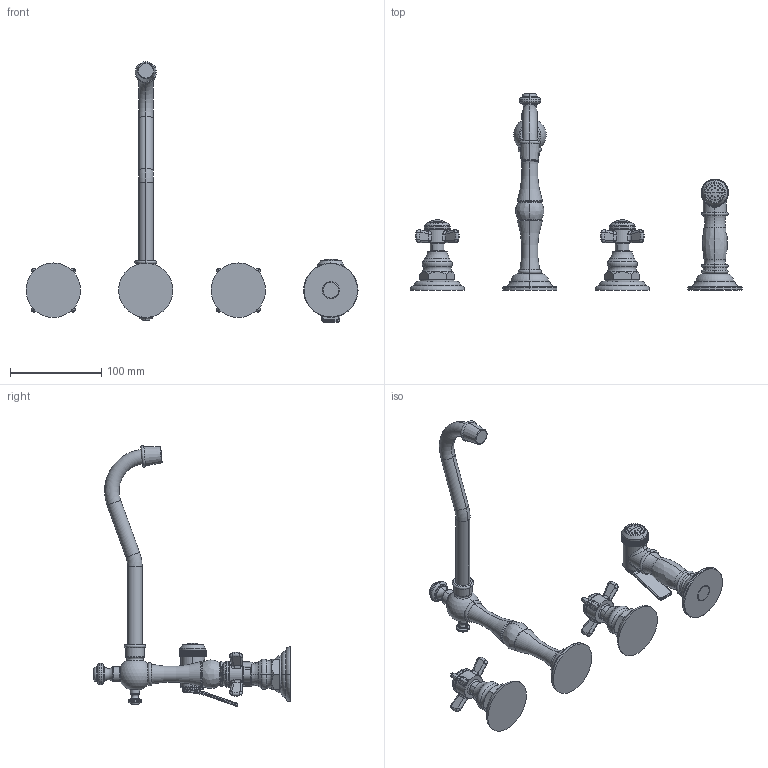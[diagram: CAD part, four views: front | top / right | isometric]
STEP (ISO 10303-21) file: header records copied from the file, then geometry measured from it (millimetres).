
FILE_DESCRIPTION((''),'2;1');
FILE_NAME('946','2021-02-26T09:14:52',('rsmith'),(''),'CREO PARAMETRIC BY PTC INC, 2018400','CREO PARAMETRIC BY PTC INC, 2018400','');
FILE_SCHEMA(('AUTOMOTIVE_DESIGN { 1 0 10303 214 1 1 1 1 }'));
Products named in the file (1): 946
Bounding box: 364.62 x 216.36 x 286.3 mm (x, y, z)
Volume: 396708.2 mm3; surface area: 95480.1 mm2
Topology: 7 solids, 8 shells, 1666 faces, 4444 edges, 2864 vertices
Faces by surface type: plane 743, cylinder 499, torus 165, bspline 153, sphere 66, cone 20, extrusion 20
Entity records: 97335 total; most frequent: CARTESIAN_POINT 31159, ORIENTED_EDGE 8880, DIRECTION 8250, PRESENTATION_STYLE_ASSIGNMENT 5851, STYLED_ITEM 4447, CURVE_STYLE 4440, EDGE_CURVE 4440, AXIS2_PLACEMENT_3D 3335
